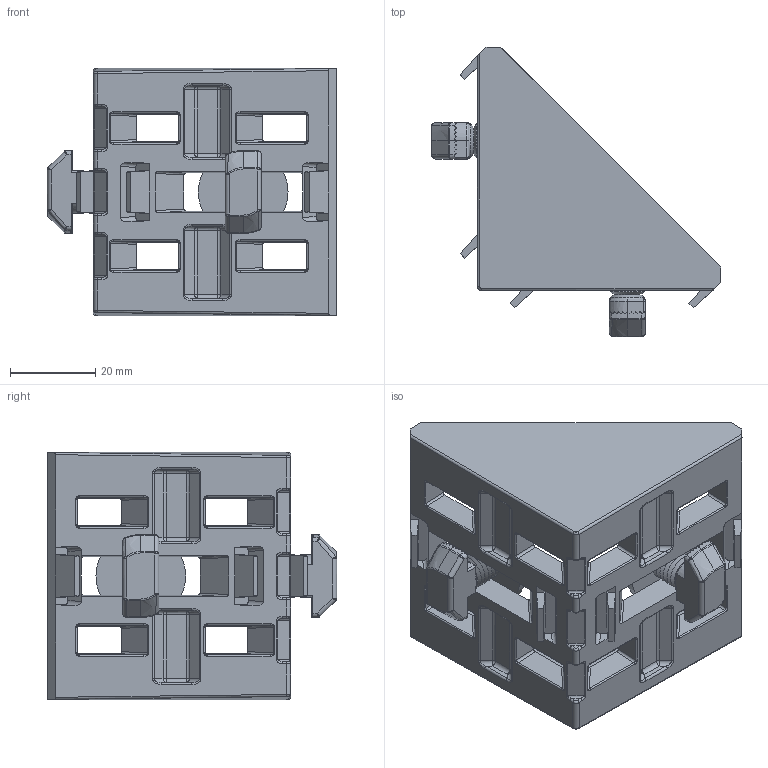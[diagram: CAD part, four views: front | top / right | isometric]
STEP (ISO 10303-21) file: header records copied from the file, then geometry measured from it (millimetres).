
FILE_DESCRIPTION(/* description */ (''),/* implementation_level */ '2;1');
FILE_NAME(/* name */ 'Syskomp 412523553 Winkel 60x60 Nut10_10 inkl Befestigung.stp',/* time_stamp */ '2014-07-23T08:52:37+02:00',/* author */ ('mstrom'),/* organization */ (''),/* preprocessor_version */ 'ST-DEVELOPER v15.2',/* originating_system */ 'Autodesk Inventor 2014',/* authorisation */ '0 mm^3');
FILE_SCHEMA (('AUTOMOTIVE_DESIGN { 1 0 10303 214 3 1 1 }'));
Length unit declared in the file: millimetre
Products named in the file (1): Syskomp 412523553 Winkel 60x60 Nut10_10 inkl Befestigung
Bounding box: 67.8 x 67.8 x 58 mm (x, y, z)
Volume: 44790.1 mm3; surface area: 25271.1 mm2
Topology: 5 solids, 5 shells, 804 faces, 2032 edges, 1229 vertices
Faces by surface type: cylinder 285, plane 252, bspline 161, cone 74, sphere 16, torus 16
Full cylindrical faces by diameter (mm): 6.8 x2, 21 x2
Entity records: 29017 total; most frequent: CARTESIAN_POINT 11330, ORIENTED_EDGE 3802, DIRECTION 3468, EDGE_CURVE 1901, AXIS2_PLACEMENT_3D 1297, VERTEX_POINT 1180, EDGE_LOOP 901, LINE 874
